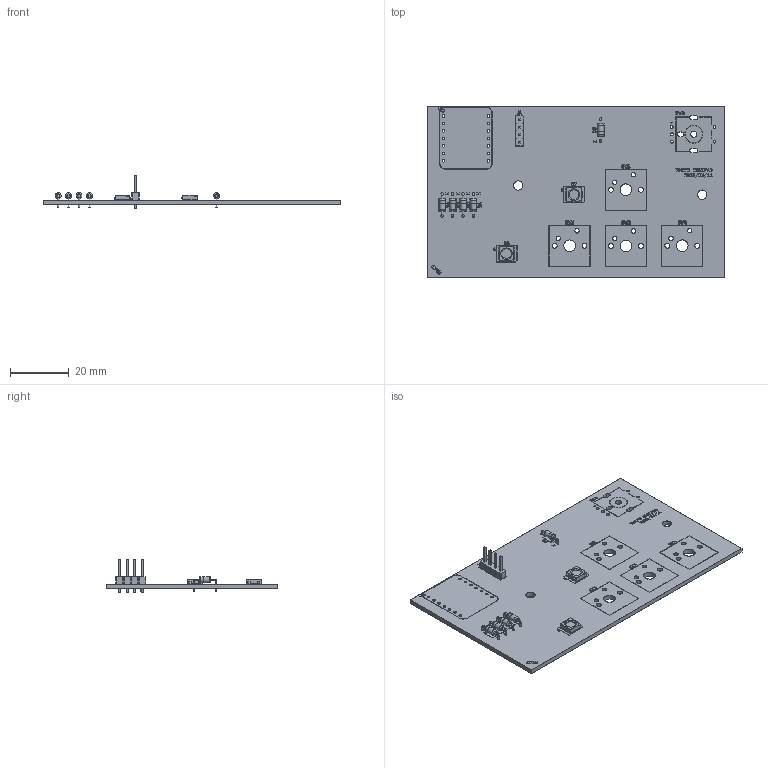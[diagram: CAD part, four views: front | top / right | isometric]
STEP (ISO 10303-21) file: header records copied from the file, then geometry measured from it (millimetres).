
FILE_DESCRIPTION(('KiCad electronic assembly'),'2;1');
FILE_NAME('Tony''s Hackpad.step','2025-11-23T12:39:09',('Pcbnew'),( 'Kicad'),'Open CASCADE STEP processor 7.9','KiCad to STEP converter' ,'Unknown');
FILE_SCHEMA(('AUTOMOTIVE_DESIGN { 1 0 10303 214 1 1 1 1 }'));
Length unit declared in the file: millimetre
Products named in the file (8): Tony's Hackpad 1; D_DO-35_SOD27_P7.62mm_Horizontal; LED_WS2812B_PLCC4_5.0x5.0mm_P3.2mm; PinHeader_1x04_P2.54mm_Vertical; Tony's Hackpad_silkscreen; Tony's Hackpad_soldermask; Tony's Hackpad_PCB
Assembly tree (12 placements, depth 2):
  Tony's Hackpad 1
    D_DO-35_SOD27_P7.62mm_Horizontal  x5
    LED_WS2812B_PLCC4_5.0x5.0mm_P3.2mm  x2
    PinHeader_1x04_P2.54mm_Vertical
    Tony's Hackpad_silkscreen
    Tony's Hackpad_soldermask
    Tony's Hackpad_soldermask
    Tony's Hackpad_PCB
Bounding box: 101.14 x 58.32 x 11.54 mm (x, y, z)
Volume: 8928.7 mm3; surface area: 24702.4 mm2
Topology: 14 solids, 101 shells, 477 faces, 2674 edges, 2324 vertices
Faces by surface type: plane 319, cylinder 136, torus 20, cone 2
Full cylindrical faces by diameter (mm): 0.5 x15, 0.8 x10, 0.889 x14, 1 x9, 1.5 x8, 1.7 x8, 2 x10, 2.02 x5, 2.1 x1, 3.2 x2, 3.333 x2, 4 x4
Entity records: 25710 total; most frequent: CARTESIAN_POINT 4871, DIRECTION 3791, ORIENTED_EDGE 3056, EDGE_CURVE 2377, VERTEX_POINT 2136, LINE 1679, VECTOR 1679, AXIS2_PLACEMENT_3D 1056
